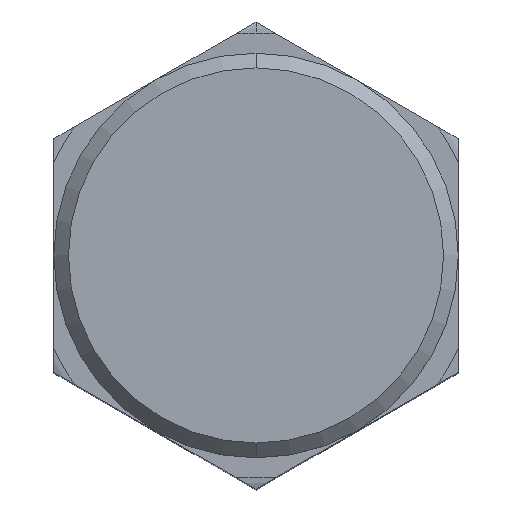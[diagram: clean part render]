
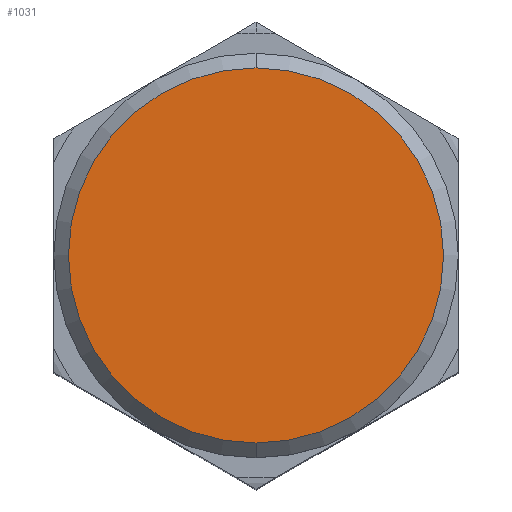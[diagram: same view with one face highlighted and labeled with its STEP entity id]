
A CAD part, top view. The second image highlights one B-rep face of the part: STEP entity #1031.
In plain terms, the highlighted planar face has unit normal (0, 0, 1).
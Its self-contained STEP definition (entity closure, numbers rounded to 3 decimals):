
#72 = CIRCLE ( 'NONE', #609, 10.2 ) ;
#80 = EDGE_CURVE ( 'NONE', #955, #905, #1073, .T. ) ;
#161 = CARTESIAN_POINT ( 'NONE',  ( 0., 0., 30. ) ) ;
#242 = PLANE ( 'NONE',  #285 ) ;
#281 = DIRECTION ( 'NONE',  ( 0., 0., -1. ) ) ;
#285 = AXIS2_PLACEMENT_3D ( 'NONE', #1134, #438, #345 ) ;
#345 = DIRECTION ( 'NONE',  ( 0., -1., 0. ) ) ;
#438 = DIRECTION ( 'NONE',  ( 0., 0., 1. ) ) ;
#540 = ORIENTED_EDGE ( 'NONE', *, *, #816, .F. ) ;
#584 = DIRECTION ( 'NONE',  ( 0., 1., 0. ) ) ;
#609 = AXIS2_PLACEMENT_3D ( 'NONE', #852, #740, #584 ) ;
#610 = DIRECTION ( 'NONE',  ( 0., 1., 0. ) ) ;
#642 = ORIENTED_EDGE ( 'NONE', *, *, #80, .F. ) ;
#740 = DIRECTION ( 'NONE',  ( 0., 0., -1. ) ) ;
#777 = FACE_OUTER_BOUND ( 'NONE', #935, .T. ) ;
#816 = EDGE_CURVE ( 'NONE', #905, #955, #72, .T. ) ;
#852 = CARTESIAN_POINT ( 'NONE',  ( 0., 0., 30. ) ) ;
#905 = VERTEX_POINT ( 'NONE', #1025 ) ;
#935 = EDGE_LOOP ( 'NONE', ( #642, #540 ) ) ;
#955 = VERTEX_POINT ( 'NONE', #1045 ) ;
#1025 = CARTESIAN_POINT ( 'NONE',  ( 0., -10.2, 30. ) ) ;
#1031 = ADVANCED_FACE ( 'NONE', ( #777 ), #242, .T. ) ;
#1037 = AXIS2_PLACEMENT_3D ( 'NONE', #161, #281, #610 ) ;
#1045 = CARTESIAN_POINT ( 'NONE',  ( 0., 10.2, 30. ) ) ;
#1073 = CIRCLE ( 'NONE', #1037, 10.2 ) ;
#1134 = CARTESIAN_POINT ( 'NONE',  ( 0., 0., 30. ) ) ;
